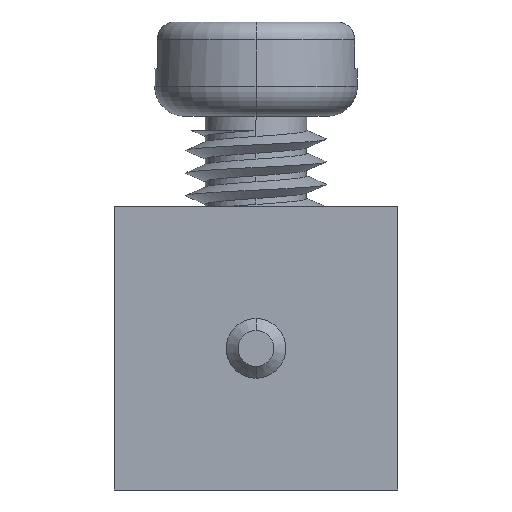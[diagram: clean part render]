
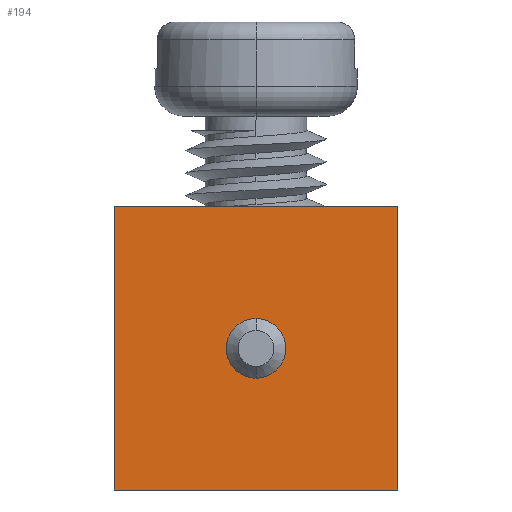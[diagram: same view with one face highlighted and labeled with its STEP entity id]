
A CAD part, front view. The second image highlights one B-rep face of the part: STEP entity #194.
In plain terms, the highlighted planar face has unit normal (0, -1, 0).
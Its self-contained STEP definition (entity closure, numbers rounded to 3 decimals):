
#23 = CARTESIAN_POINT ( 'NONE',  ( -2.375, -2., -2.375 ) ) ;
#46 = EDGE_LOOP ( 'NONE', ( #2760, #3655 ) ) ;
#49 = CARTESIAN_POINT ( 'NONE',  ( 2.375, -2., -2.375 ) ) ;
#89 = CARTESIAN_POINT ( 'NONE',  ( -2.375, -2., 2.375 ) ) ;
#124 = CARTESIAN_POINT ( 'NONE',  ( 0., -2., -0.5 ) ) ;
#142 = VECTOR ( 'NONE', #3120, 1000. ) ;
#194 = ADVANCED_FACE ( 'NONE', ( #1201, #3313 ), #3858, .F. ) ;
#211 = CARTESIAN_POINT ( 'NONE',  ( 2.375, -2., -2.375 ) ) ;
#327 = VECTOR ( 'NONE', #3256, 1000. ) ;
#375 = DIRECTION ( 'NONE',  ( 0., 0., 1. ) ) ;
#502 = DIRECTION ( 'NONE',  ( 0., 0., 1. ) ) ;
#526 = ORIENTED_EDGE ( 'NONE', *, *, #2299, .F. ) ;
#655 = LINE ( 'NONE', #49, #2784 ) ;
#677 = LINE ( 'NONE', #89, #2916 ) ;
#711 = EDGE_LOOP ( 'NONE', ( #732, #526, #3798, #858 ) ) ;
#728 = CARTESIAN_POINT ( 'NONE',  ( 0., -2., 0. ) ) ;
#732 = ORIENTED_EDGE ( 'NONE', *, *, #3646, .T. ) ;
#760 = VERTEX_POINT ( 'NONE', #124 ) ;
#858 = ORIENTED_EDGE ( 'NONE', *, *, #3716, .T. ) ;
#981 = EDGE_CURVE ( 'NONE', #2370, #760, #3626, .T. ) ;
#1201 = FACE_BOUND ( 'NONE', #46, .T. ) ;
#1218 = VERTEX_POINT ( 'NONE', #23 ) ;
#1586 = LINE ( 'NONE', #2242, #142 ) ;
#1786 = VERTEX_POINT ( 'NONE', #2873 ) ;
#1847 = DIRECTION ( 'NONE',  ( 1., 0., 0. ) ) ;
#1947 = AXIS2_PLACEMENT_3D ( 'NONE', #3806, #2289, #502 ) ;
#1963 = CIRCLE ( 'NONE', #3075, 0.5 ) ;
#2069 = CARTESIAN_POINT ( 'NONE',  ( 2.375, -2., 2.375 ) ) ;
#2072 = CARTESIAN_POINT ( 'NONE',  ( 2.375, -2., 2.375 ) ) ;
#2190 = VERTEX_POINT ( 'NONE', #211 ) ;
#2242 = CARTESIAN_POINT ( 'NONE',  ( 2.375, -2., 2.375 ) ) ;
#2289 = DIRECTION ( 'NONE',  ( 0., -1., 0. ) ) ;
#2299 = EDGE_CURVE ( 'NONE', #1786, #2190, #2362, .T. ) ;
#2362 = LINE ( 'NONE', #2069, #327 ) ;
#2370 = VERTEX_POINT ( 'NONE', #3856 ) ;
#2623 = EDGE_CURVE ( 'NONE', #760, #2370, #1963, .T. ) ;
#2674 = EDGE_CURVE ( 'NONE', #3560, #1786, #1586, .T. ) ;
#2760 = ORIENTED_EDGE ( 'NONE', *, *, #981, .F. ) ;
#2784 = VECTOR ( 'NONE', #1847, 1000. ) ;
#2873 = CARTESIAN_POINT ( 'NONE',  ( 2.375, -2., 2.375 ) ) ;
#2916 = VECTOR ( 'NONE', #3088, 1000. ) ;
#2985 = DIRECTION ( 'NONE',  ( 0., 1., 0. ) ) ;
#3021 = DIRECTION ( 'NONE',  ( 1., 0., 0. ) ) ;
#3075 = AXIS2_PLACEMENT_3D ( 'NONE', #728, #3664, #375 ) ;
#3088 = DIRECTION ( 'NONE',  ( 0., 0., -1. ) ) ;
#3120 = DIRECTION ( 'NONE',  ( 1., 0., 0. ) ) ;
#3256 = DIRECTION ( 'NONE',  ( 0., 0., -1. ) ) ;
#3273 = AXIS2_PLACEMENT_3D ( 'NONE', #2072, #2985, #3021 ) ;
#3313 = FACE_OUTER_BOUND ( 'NONE', #711, .T. ) ;
#3560 = VERTEX_POINT ( 'NONE', #3592 ) ;
#3592 = CARTESIAN_POINT ( 'NONE',  ( -2.375, -2., 2.375 ) ) ;
#3626 = CIRCLE ( 'NONE', #1947, 0.5 ) ;
#3646 = EDGE_CURVE ( 'NONE', #1218, #2190, #655, .T. ) ;
#3655 = ORIENTED_EDGE ( 'NONE', *, *, #2623, .F. ) ;
#3664 = DIRECTION ( 'NONE',  ( 0., -1., 0. ) ) ;
#3716 = EDGE_CURVE ( 'NONE', #3560, #1218, #677, .T. ) ;
#3798 = ORIENTED_EDGE ( 'NONE', *, *, #2674, .F. ) ;
#3806 = CARTESIAN_POINT ( 'NONE',  ( 0., -2., 0. ) ) ;
#3856 = CARTESIAN_POINT ( 'NONE',  ( 0., -2., 0.5 ) ) ;
#3858 = PLANE ( 'NONE',  #3273 ) ;
